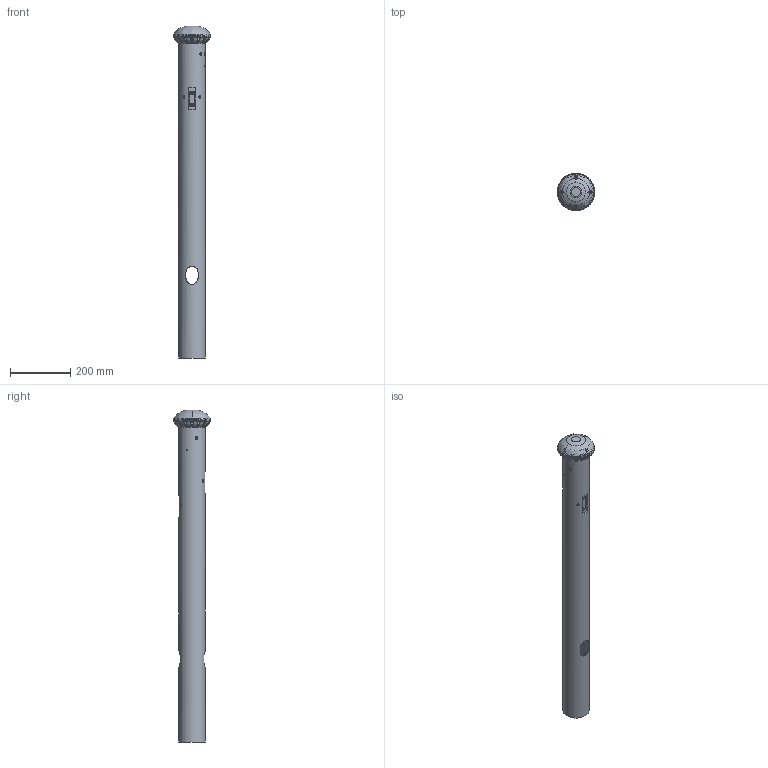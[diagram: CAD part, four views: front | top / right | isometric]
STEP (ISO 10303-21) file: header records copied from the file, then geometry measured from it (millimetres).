
FILE_DESCRIPTION(/* description */ (''),/* implementation_level */ '2;1');
FILE_NAME(/* name */ 'StolpeSensor.step',/* time_stamp */ '2022-03-18T09:35:50+01:00',/* author */ (''),/* organization */ (''),/* preprocessor_version */ 'ST-DEVELOPER v18.1',/* originating_system */ 'Autodesk Translation Framework v10.13.0.1454',/* authorisation */ '');
FILE_SCHEMA (('AUTOMOTIVE_DESIGN { 1 0 10303 214 3 1 1 }'));
Products named in the file (7): Finish Line w/ sensor; Pole - 700MM v3 v1; PlayAlive SAT simplified v2; sensor_xuk1arcnl2; Sensor holder; Sensor holder_1; Holder
Assembly tree (8 placements, depth 3):
  Finish Line w/ sensor
    Pole - 700MM v3 v1
    PlayAlive SAT simplified v2
    sensor_xuk1arcnl2  x2
    Sensor holder
      Holder
    Sensor holder_1
      Holder
Bounding box: 123.9 x 123.85 x 1103.26 mm (x, y, z)
Volume: 1467442.8 mm3; surface area: 732784.6 mm2
Topology: 13 solids, 13 shells, 2739 faces, 7036 edges, 4343 vertices
Faces by surface type: bspline 1220, plane 700, cylinder 398, cone 181, torus 158, sphere 82
Full cylindrical faces by diameter (mm): 2.5 x11, 3 x4, 3.2 x11, 3.242 x4, 3.3 x7, 3.5 x2, 4.4 x4, 4.5 x4, 4.7 x6, 5 x4, 5.3 x3, 5.5 x8, 5.7 x6, 6 x8, 6.2 x7, 11 x2, 12.5 x2, 15.5 x1, 16.5 x1, 18 x1, 18.2 x1, 22.2 x1, 39.8 x1, 80.9 x1, 88.9 x1
Entity records: 197957 total; most frequent: CARTESIAN_POINT 144134, ORIENTED_EDGE 12868, DIRECTION 9170, EDGE_CURVE 6434, VERTEX_POINT 3968, AXIS2_PLACEMENT_3D 3766, EDGE_LOOP 2698, FACE_OUTER_BOUND 2533
